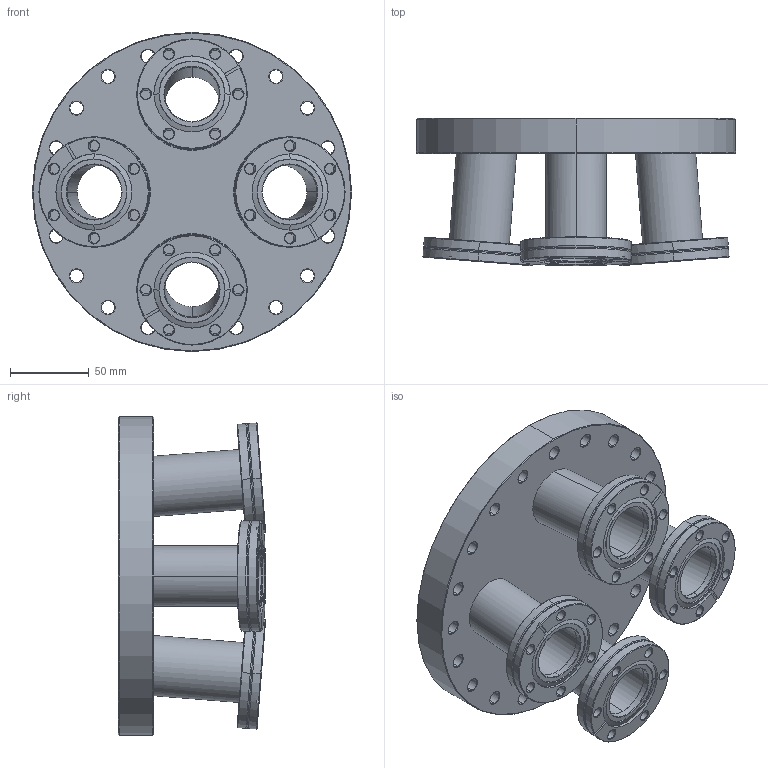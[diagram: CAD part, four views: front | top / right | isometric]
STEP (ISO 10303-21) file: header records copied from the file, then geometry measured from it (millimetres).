
FILE_DESCRIPTION (( 'STEP AP214' ), '1' );
FILE_NAME ('Hositrad_CF150-4CF35.STEP', '2017-05-22T07:28:58', ( 'Gebruiker' ), ( '' ), 'SwSTEP 2.0', 'SolidWorks 2017', '' );
FILE_SCHEMA (( 'AUTOMOTIVE_DESIGN' ));
Length unit declared in the file: millimetre
Products named in the file (5): Tube15dgrFlange; Tube-15dgr.; NW35CF-Weld-38.1; NW150CF-Cluster_4Holes; Hositrad_CF150-4CF35
Assembly tree (7 placements, depth 3):
  Hositrad_CF150-4CF35
    NW150CF-Cluster_4Holes
    Tube15dgrFlange  x4
      NW35CF-Weld-38.1
      Tube-15dgr.
Bounding box: 202.4 x 93.34 x 202.4 mm (x, y, z)
Volume: 754424.3 mm3; surface area: 212759.6 mm2
Topology: 9 solids, 9 shells, 447 faces, 1016 edges, 592 vertices
Faces by surface type: cone 236, cylinder 156, plane 39, torus 16
Entity records: 6482 total; most frequent: DIRECTION 1212, CARTESIAN_POINT 1091, ORIENTED_EDGE 1006, EDGE_CURVE 503, AXIS2_PLACEMENT_3D 501, VERTEX_POINT 292, EDGE_LOOP 285, CIRCLE 271
